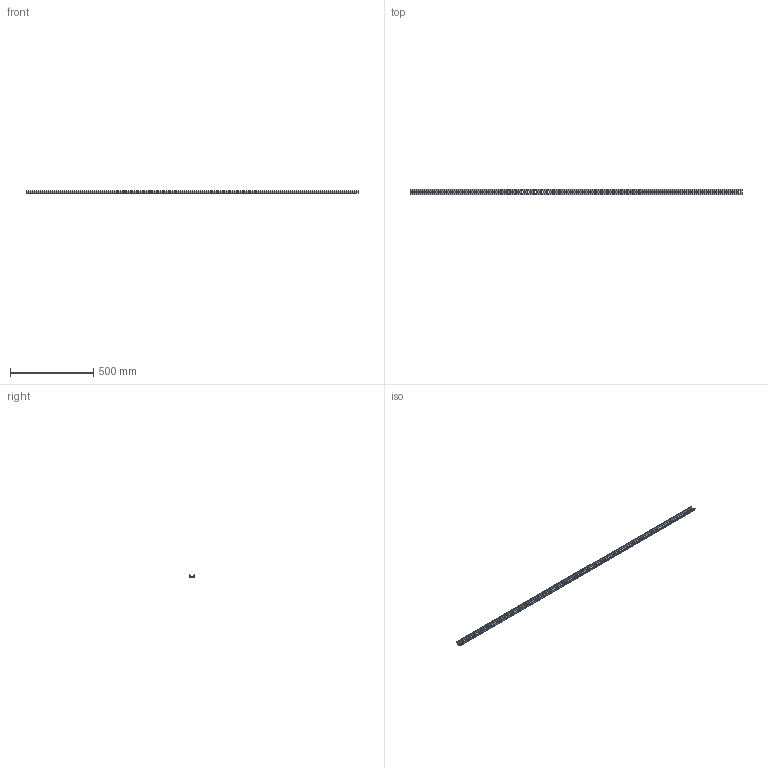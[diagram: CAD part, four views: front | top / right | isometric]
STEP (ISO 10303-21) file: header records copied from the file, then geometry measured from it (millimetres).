
FILE_DESCRIPTION(('CATIA V5 STEP Exchange','CAx-IF Rec.Pracs.--- Model Styling and Organization---1.4--- 2014-01-23'),'2;1');
FILE_NAME ('040226-2_3', '2024-01-10T11:48:35+00:00', ('none'), ('Weidmueller'), 'CATIA Version 5-6 Release 2016 SP3 HF44', 'CATIA V5 STEP AP214', 'none');
FILE_SCHEMA(('AUTOMOTIVE_DESIGN { 1 0 10303 214 1 1 1 1 }'));
Length unit declared in the file: millimetre
Products named in the file (1): 1866290000
Bounding box: 2000 x 35 x 15 mm (x, y, z)
Volume: 164332.1 mm3; surface area: 231991 mm2
Topology: 1 solids, 1 shells, 250 faces, 1074 edges, 716 vertices
Faces by surface type: plane 131, cylinder 119
Entity records: 10435 total; most frequent: ORIENTED_EDGE 2148, CARTESIAN_POINT 1965, DIRECTION 1336, EDGE_CURVE 1074, VERTEX_POINT 716, VECTOR 612, LINE 612, AXIS2_PLACEMENT_3D 589
